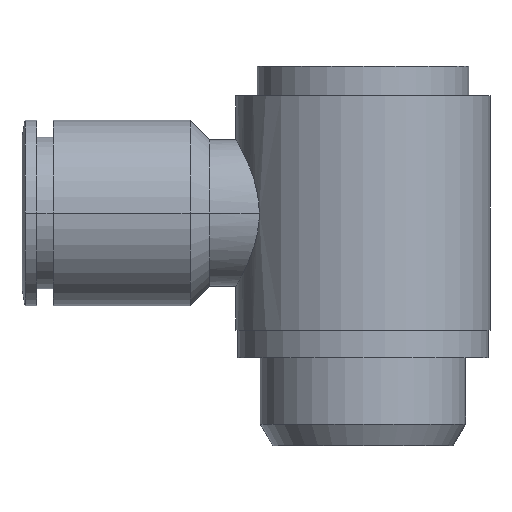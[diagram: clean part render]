
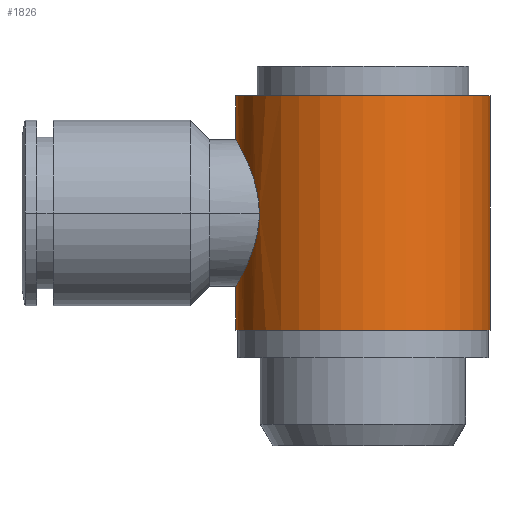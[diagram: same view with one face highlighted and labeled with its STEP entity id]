
A CAD part, left-side view. The second image highlights one B-rep face of the part: STEP entity #1826.
In plain terms, the highlighted cylindrical face has radius 13 mm (diameter 26 mm), a partial arc.
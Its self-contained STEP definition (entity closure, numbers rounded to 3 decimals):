
#183=CARTESIAN_POINT('',(-7.5,10.618,0.0));
#184=VERTEX_POINT('',#183);
#191=CARTESIAN_POINT('',(0.,13.,7.5));
#192=VERTEX_POINT('',#191);
#193=CARTESIAN_POINT('',(-7.5,10.618,0.0));
#194=CARTESIAN_POINT('',(-7.5,10.618,0.971));
#195=CARTESIAN_POINT('',(-7.301,10.766,1.984));
#196=CARTESIAN_POINT('',(-6.53,11.25,3.821));
#197=CARTESIAN_POINT('',(-5.958,11.576,4.648));
#198=CARTESIAN_POINT('',(-4.652,12.16,5.955));
#199=CARTESIAN_POINT('',(-3.824,12.461,6.529));
#200=CARTESIAN_POINT('',(-1.982,12.883,7.302));
#201=CARTESIAN_POINT('',(-0.966,13.,7.5));
#202=CARTESIAN_POINT('',(0.,13.,7.5));
#203=B_SPLINE_CURVE_WITH_KNOTS('',3,(#193,#194,#195,#196,#197,#198,#199,#200,#201,#202),.UNSPECIFIED.,.F.,.U.,(4,2,2,2,4),(0.0,0.291,0.583,0.873,1.163),.UNSPECIFIED.);
#204=EDGE_CURVE('',#184,#192,#203,.T.);
#436=CARTESIAN_POINT('',(0.0,-13.,-12.));
#437=VERTEX_POINT('',#436);
#438=CARTESIAN_POINT('',(0.0,-13.0,12.));
#439=VERTEX_POINT('',#438);
#440=CARTESIAN_POINT('',(0.0,-13.,-12.));
#441=DIRECTION('',(0.0,0.0,1.0));
#442=VECTOR('',#441,24.);
#443=LINE('',#440,#442);
#444=EDGE_CURVE('',#437,#439,#443,.T.);
#446=CARTESIAN_POINT('',(0.,13.,-12.));
#447=VERTEX_POINT('',#446);
#455=CARTESIAN_POINT('',(0.,13.,-7.5));
#456=VERTEX_POINT('',#455);
#457=CARTESIAN_POINT('',(0.,13.,-7.5));
#458=DIRECTION('',(0.0,0.0,-1.0));
#459=VECTOR('',#458,4.5);
#460=LINE('',#457,#459);
#461=EDGE_CURVE('',#456,#447,#460,.T.);
#477=CARTESIAN_POINT('',(0.,13.0,12.));
#478=VERTEX_POINT('',#477);
#479=CARTESIAN_POINT('',(0.,13.0,12.));
#480=DIRECTION('',(0.0,0.0,-1.0));
#481=VECTOR('',#480,4.5);
#482=LINE('',#479,#481);
#483=EDGE_CURVE('',#478,#192,#482,.T.);
#1788=CARTESIAN_POINT('',(0.0,0.0,0.0));
#1789=DIRECTION('',(0.0,0.0,1.0));
#1790=DIRECTION('',(0.0,-1.0,0.));
#1791=AXIS2_PLACEMENT_3D('',#1788,#1789,#1790);
#1792=CYLINDRICAL_SURFACE('',#1791,13.);
#1793=ORIENTED_EDGE('',*,*,#444,.T.);
#1794=CARTESIAN_POINT('',(0.0,0.0,12.));
#1795=DIRECTION('',(0.0,0.,1.0));
#1796=DIRECTION('',(0.0,-1.0,0.));
#1797=AXIS2_PLACEMENT_3D('',#1794,#1795,#1796);
#1798=CIRCLE('',#1797,13.0);
#1799=EDGE_CURVE('',#478,#439,#1798,.T.);
#1800=ORIENTED_EDGE('',*,*,#1799,.F.);
#1801=ORIENTED_EDGE('',*,*,#483,.T.);
#1802=ORIENTED_EDGE('',*,*,#204,.F.);
#1803=CARTESIAN_POINT('',(0.,13.,-7.5));
#1804=CARTESIAN_POINT('',(-0.966,13.,-7.5));
#1805=CARTESIAN_POINT('',(-1.982,12.883,-7.302));
#1806=CARTESIAN_POINT('',(-3.824,12.461,-6.529));
#1807=CARTESIAN_POINT('',(-4.652,12.16,-5.955));
#1808=CARTESIAN_POINT('',(-5.958,11.576,-4.648));
#1809=CARTESIAN_POINT('',(-6.53,11.25,-3.821));
#1810=CARTESIAN_POINT('',(-7.301,10.766,-1.984));
#1811=CARTESIAN_POINT('',(-7.5,10.618,-0.971));
#1812=CARTESIAN_POINT('',(-7.5,10.618,0.0));
#1813=B_SPLINE_CURVE_WITH_KNOTS('',3,(#1803,#1804,#1805,#1806,#1807,#1808,#1809,#1810,#1811,#1812),.UNSPECIFIED.,.F.,.U.,(4,2,2,2,4),(3.488,3.777,4.067,4.359,4.65),.UNSPECIFIED.);
#1814=EDGE_CURVE('',#456,#184,#1813,.T.);
#1815=ORIENTED_EDGE('',*,*,#1814,.F.);
#1816=ORIENTED_EDGE('',*,*,#461,.T.);
#1817=CARTESIAN_POINT('',(0.0,0.0,-12.));
#1818=DIRECTION('',(0.0,0.,1.0));
#1819=DIRECTION('',(0.0,-1.0,0.));
#1820=AXIS2_PLACEMENT_3D('',#1817,#1818,#1819);
#1821=CIRCLE('',#1820,13.);
#1822=EDGE_CURVE('',#447,#437,#1821,.T.);
#1823=ORIENTED_EDGE('',*,*,#1822,.T.);
#1824=EDGE_LOOP('',(#1793,#1800,#1801,#1802,#1815,#1816,#1823));
#1825=FACE_OUTER_BOUND('',#1824,.T.);
#1826=ADVANCED_FACE('',(#1825),#1792,.T.);
